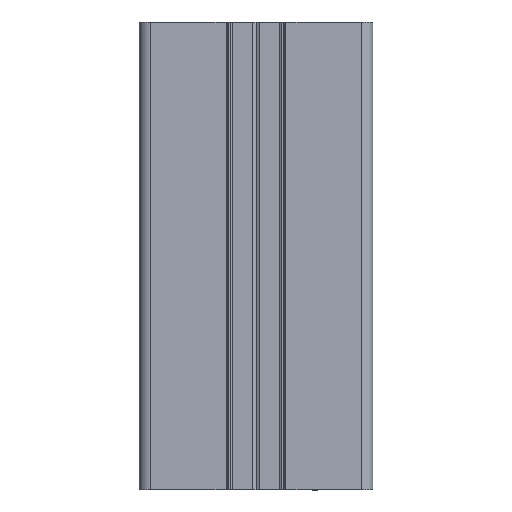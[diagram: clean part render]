
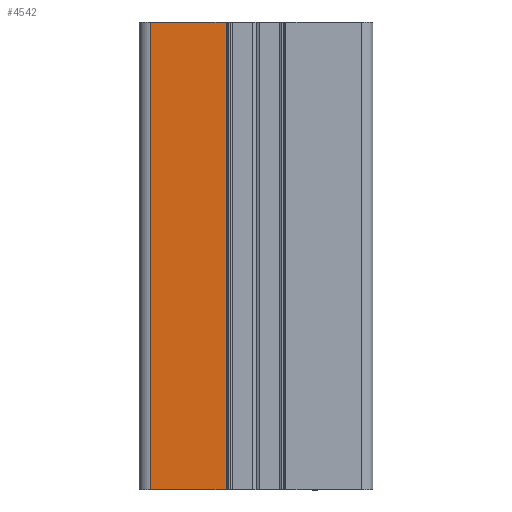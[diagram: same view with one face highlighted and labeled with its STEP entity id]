
A CAD part, front view. The second image highlights one B-rep face of the part: STEP entity #4542.
In plain terms, the highlighted planar face has unit normal (0, -1, 0).
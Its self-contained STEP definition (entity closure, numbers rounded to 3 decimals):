
#192 = FACE_OUTER_BOUND ( 'NONE', #504, .T. ) ;
#504 = EDGE_LOOP ( 'NONE', ( #5045, #7937, #8197, #8446 ) ) ;
#622 = VERTEX_POINT ( 'NONE', #6486 ) ;
#707 = CARTESIAN_POINT ( 'NONE',  ( 6929.226, 844.746, 100. ) ) ;
#726 = DIRECTION ( 'NONE',  ( 0., 0., -1. ) ) ;
#1050 = EDGE_CURVE ( 'NONE', #6361, #622, #5027, .T. ) ;
#1399 = CARTESIAN_POINT ( 'NONE',  ( 6913.126, 844.746, 100. ) ) ;
#2218 = DIRECTION ( 'NONE',  ( 1., 0., 0. ) ) ;
#2661 = EDGE_CURVE ( 'NONE', #622, #8149, #10098, .T. ) ;
#3178 = DIRECTION ( 'NONE',  ( -1., 0., 0. ) ) ;
#3293 = CARTESIAN_POINT ( 'NONE',  ( 6958.126, 844.746, 0. ) ) ;
#4034 = VERTEX_POINT ( 'NONE', #1399 ) ;
#4542 = ADVANCED_FACE ( 'NONE', ( #192 ), #11456, .F. ) ;
#4919 = VECTOR ( 'NONE', #726, 1000. ) ;
#5027 = LINE ( 'NONE', #707, #4919 ) ;
#5045 = ORIENTED_EDGE ( 'NONE', *, *, #1050, .F. ) ;
#5522 = CARTESIAN_POINT ( 'NONE',  ( 6929.226, 844.746, 100. ) ) ;
#6315 = VECTOR ( 'NONE', #2218, 1000. ) ;
#6342 = LINE ( 'NONE', #11006, #6315 ) ;
#6361 = VERTEX_POINT ( 'NONE', #8095 ) ;
#6486 = CARTESIAN_POINT ( 'NONE',  ( 6929.226, 844.746, 0. ) ) ;
#6793 = AXIS2_PLACEMENT_3D ( 'NONE', #5522, #11418, #10476 ) ;
#7517 = CARTESIAN_POINT ( 'NONE',  ( 6913.126, 844.746, 100. ) ) ;
#7682 = VECTOR ( 'NONE', #9467, 1000. ) ;
#7818 = CARTESIAN_POINT ( 'NONE',  ( 6913.126, 844.746, 0. ) ) ;
#7847 = LINE ( 'NONE', #7517, #7682 ) ;
#7937 = ORIENTED_EDGE ( 'NONE', *, *, #12586, .F. ) ;
#8095 = CARTESIAN_POINT ( 'NONE',  ( 6929.226, 844.746, 100. ) ) ;
#8149 = VERTEX_POINT ( 'NONE', #7818 ) ;
#8197 = ORIENTED_EDGE ( 'NONE', *, *, #12247, .F. ) ;
#8446 = ORIENTED_EDGE ( 'NONE', *, *, #2661, .F. ) ;
#9467 = DIRECTION ( 'NONE',  ( 0., 0., 1. ) ) ;
#10098 = LINE ( 'NONE', #3293, #10130 ) ;
#10130 = VECTOR ( 'NONE', #3178, 1000. ) ;
#10476 = DIRECTION ( 'NONE',  ( 0., 0., 1. ) ) ;
#11006 = CARTESIAN_POINT ( 'NONE',  ( 6958.126, 844.746, 100. ) ) ;
#11418 = DIRECTION ( 'NONE',  ( 0., 1., 0. ) ) ;
#11456 = PLANE ( 'NONE',  #6793 ) ;
#12247 = EDGE_CURVE ( 'NONE', #8149, #4034, #7847, .T. ) ;
#12586 = EDGE_CURVE ( 'NONE', #4034, #6361, #6342, .T. ) ;
